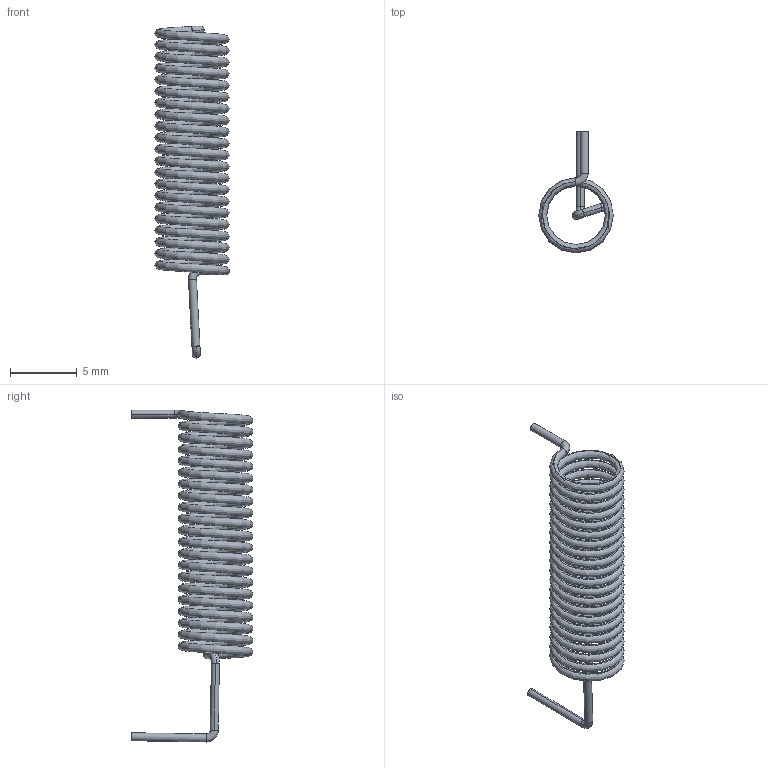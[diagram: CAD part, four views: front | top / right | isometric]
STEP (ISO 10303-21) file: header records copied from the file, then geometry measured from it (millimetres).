
FILE_DESCRIPTION (( 'STEP AP214' ), '1' );
FILE_NAME ('LoRa Antenna Bend.STEP', '2023-09-25T04:25:01', ( '' ), ( '' ), 'SwSTEP 2.0', 'SolidWorks 2016', '' );
FILE_SCHEMA (( 'AUTOMOTIVE_DESIGN' ));
Length unit declared in the file: millimetre
Products named in the file (1): LoRa Antenna Bend
Bounding box: 5.6 x 9.12 x 24.86 mm (x, y, z)
Volume: 97.5 mm3; surface area: 650.4 mm2
Topology: 1 solids, 1 shells, 29 faces, 68 edges, 41 vertices
Faces by surface type: cylinder 11, torus 8, bspline 8, plane 2
Full cylindrical faces by diameter (mm): 0.598 x1
Entity records: 6508 total; most frequent: CARTESIAN_POINT 5850, DIRECTION 136, ORIENTED_EDGE 132, EDGE_CURVE 66, AXIS2_PLACEMENT_3D 64, CIRCLE 42, VERTEX_POINT 40, EDGE_LOOP 30
